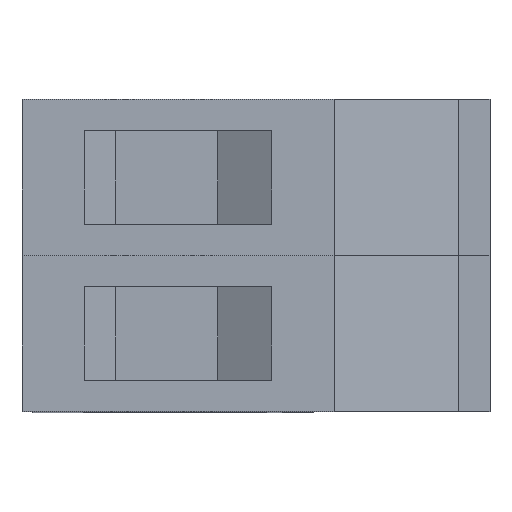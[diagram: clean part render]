
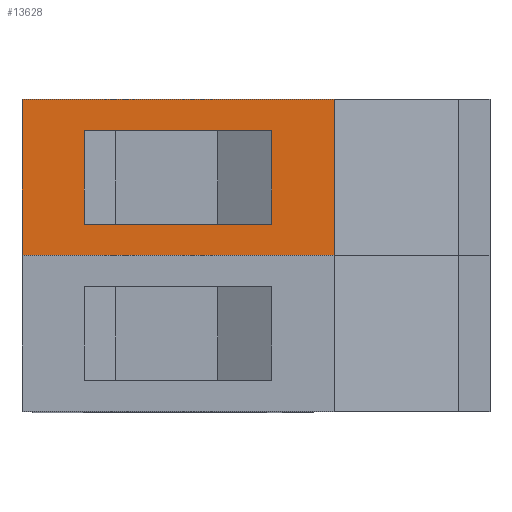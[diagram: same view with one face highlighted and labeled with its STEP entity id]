
A CAD part, top view. The second image highlights one B-rep face of the part: STEP entity #13628.
In plain terms, the highlighted planar face has unit normal (0, 0, 1).
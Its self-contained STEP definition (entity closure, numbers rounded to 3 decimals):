
#12747 = PLANE('',#12748);
#12748 = AXIS2_PLACEMENT_3D('',#12749,#12750,#12751);
#12749 = CARTESIAN_POINT('',(-2.35,2.5,4.));
#12750 = DIRECTION('',(0.,1.,0.));
#12751 = DIRECTION('',(0.,0.,1.));
#12801 = PLANE('',#12802);
#12802 = AXIS2_PLACEMENT_3D('',#12803,#12804,#12805);
#12803 = CARTESIAN_POINT('',(-2.35,7.5,4.));
#12804 = DIRECTION('',(0.,1.,0.));
#12805 = DIRECTION('',(0.,0.,1.));
#12932 = PLANE('',#12933);
#12933 = AXIS2_PLACEMENT_3D('',#12934,#12935,#12936);
#12934 = CARTESIAN_POINT('',(-4.35,7.5,12.1));
#12935 = DIRECTION('',(-1.,0.,0.));
#12936 = DIRECTION('',(0.,0.,1.));
#12971 = VERTEX_POINT('',#12972);
#12972 = CARTESIAN_POINT('',(-4.35,7.5,21.1));
#12993 = EDGE_CURVE('',#12971,#12994,#12996,.T.);
#12994 = VERTEX_POINT('',#12995);
#12995 = CARTESIAN_POINT('',(5.65,7.5,21.1));
#12996 = SURFACE_CURVE('',#12997,(#13001,#13008),.PCURVE_S1.);
#12997 = LINE('',#12998,#12999);
#12998 = CARTESIAN_POINT('',(-4.35,7.5,21.1));
#12999 = VECTOR('',#13000,1.);
#13000 = DIRECTION('',(1.,0.,0.));
#13001 = PCURVE('',#12801,#13002);
#13002 = DEFINITIONAL_REPRESENTATION('',(#13003),#13007);
#13003 = LINE('',#13004,#13005);
#13004 = CARTESIAN_POINT('',(17.1,-2.));
#13005 = VECTOR('',#13006,1.);
#13006 = DIRECTION('',(0.,1.));
#13007 = ( GEOMETRIC_REPRESENTATION_CONTEXT(2) 
PARAMETRIC_REPRESENTATION_CONTEXT() REPRESENTATION_CONTEXT('2D SPACE',''
  ) );
#13008 = PCURVE('',#13009,#13014);
#13009 = PLANE('',#13010);
#13010 = AXIS2_PLACEMENT_3D('',#13011,#13012,#13013);
#13011 = CARTESIAN_POINT('',(-4.35,7.5,21.1));
#13012 = DIRECTION('',(0.,0.,1.));
#13013 = DIRECTION('',(1.,0.,0.));
#13014 = DEFINITIONAL_REPRESENTATION('',(#13015),#13019);
#13015 = LINE('',#13016,#13017);
#13016 = CARTESIAN_POINT('',(0.,0.));
#13017 = VECTOR('',#13018,1.);
#13018 = DIRECTION('',(1.,0.));
#13019 = ( GEOMETRIC_REPRESENTATION_CONTEXT(2) 
PARAMETRIC_REPRESENTATION_CONTEXT() REPRESENTATION_CONTEXT('2D SPACE',''
  ) );
#13037 = PLANE('',#13038);
#13038 = AXIS2_PLACEMENT_3D('',#13039,#13040,#13041);
#13039 = CARTESIAN_POINT('',(5.65,7.5,21.1));
#13040 = DIRECTION('',(1.,0.,0.));
#13041 = DIRECTION('',(0.,0.,-1.));
#13301 = VERTEX_POINT('',#13302);
#13302 = CARTESIAN_POINT('',(-4.35,2.5,21.1));
#13323 = EDGE_CURVE('',#13301,#13324,#13326,.T.);
#13324 = VERTEX_POINT('',#13325);
#13325 = CARTESIAN_POINT('',(5.65,2.5,21.1));
#13326 = SURFACE_CURVE('',#13327,(#13331,#13338),.PCURVE_S1.);
#13327 = LINE('',#13328,#13329);
#13328 = CARTESIAN_POINT('',(-4.35,2.5,21.1));
#13329 = VECTOR('',#13330,1.);
#13330 = DIRECTION('',(1.,0.,0.));
#13331 = PCURVE('',#12747,#13332);
#13332 = DEFINITIONAL_REPRESENTATION('',(#13333),#13337);
#13333 = LINE('',#13334,#13335);
#13334 = CARTESIAN_POINT('',(17.1,-2.));
#13335 = VECTOR('',#13336,1.);
#13336 = DIRECTION('',(0.,1.));
#13337 = ( GEOMETRIC_REPRESENTATION_CONTEXT(2) 
PARAMETRIC_REPRESENTATION_CONTEXT() REPRESENTATION_CONTEXT('2D SPACE',''
  ) );
#13338 = PCURVE('',#13009,#13339);
#13339 = DEFINITIONAL_REPRESENTATION('',(#13340),#13344);
#13340 = LINE('',#13341,#13342);
#13341 = CARTESIAN_POINT('',(0.,-5.));
#13342 = VECTOR('',#13343,1.);
#13343 = DIRECTION('',(1.,0.));
#13344 = ( GEOMETRIC_REPRESENTATION_CONTEXT(2) 
PARAMETRIC_REPRESENTATION_CONTEXT() REPRESENTATION_CONTEXT('2D SPACE',''
  ) );
#13607 = EDGE_CURVE('',#12971,#13301,#13608,.T.);
#13608 = SURFACE_CURVE('',#13609,(#13613,#13620),.PCURVE_S1.);
#13609 = LINE('',#13610,#13611);
#13610 = CARTESIAN_POINT('',(-4.35,7.5,21.1));
#13611 = VECTOR('',#13612,1.);
#13612 = DIRECTION('',(0.,-1.,0.));
#13613 = PCURVE('',#12932,#13614);
#13614 = DEFINITIONAL_REPRESENTATION('',(#13615),#13619);
#13615 = LINE('',#13616,#13617);
#13616 = CARTESIAN_POINT('',(9.,0.));
#13617 = VECTOR('',#13618,1.);
#13618 = DIRECTION('',(0.,-1.));
#13619 = ( GEOMETRIC_REPRESENTATION_CONTEXT(2) 
PARAMETRIC_REPRESENTATION_CONTEXT() REPRESENTATION_CONTEXT('2D SPACE',''
  ) );
#13620 = PCURVE('',#13009,#13621);
#13621 = DEFINITIONAL_REPRESENTATION('',(#13622),#13626);
#13622 = LINE('',#13623,#13624);
#13623 = CARTESIAN_POINT('',(0.,0.));
#13624 = VECTOR('',#13625,1.);
#13625 = DIRECTION('',(0.,-1.));
#13626 = ( GEOMETRIC_REPRESENTATION_CONTEXT(2) 
PARAMETRIC_REPRESENTATION_CONTEXT() REPRESENTATION_CONTEXT('2D SPACE',''
  ) );
#13628 = ADVANCED_FACE('',(#13629,#13655),#13009,.T.);
#13629 = FACE_BOUND('',#13630,.T.);
#13630 = EDGE_LOOP('',(#13631,#13632,#13633,#13654));
#13631 = ORIENTED_EDGE('',*,*,#13607,.T.);
#13632 = ORIENTED_EDGE('',*,*,#13323,.T.);
#13633 = ORIENTED_EDGE('',*,*,#13634,.F.);
#13634 = EDGE_CURVE('',#12994,#13324,#13635,.T.);
#13635 = SURFACE_CURVE('',#13636,(#13640,#13647),.PCURVE_S1.);
#13636 = LINE('',#13637,#13638);
#13637 = CARTESIAN_POINT('',(5.65,7.5,21.1));
#13638 = VECTOR('',#13639,1.);
#13639 = DIRECTION('',(0.,-1.,0.));
#13640 = PCURVE('',#13009,#13641);
#13641 = DEFINITIONAL_REPRESENTATION('',(#13642),#13646);
#13642 = LINE('',#13643,#13644);
#13643 = CARTESIAN_POINT('',(10.,0.));
#13644 = VECTOR('',#13645,1.);
#13645 = DIRECTION('',(0.,-1.));
#13646 = ( GEOMETRIC_REPRESENTATION_CONTEXT(2) 
PARAMETRIC_REPRESENTATION_CONTEXT() REPRESENTATION_CONTEXT('2D SPACE',''
  ) );
#13647 = PCURVE('',#13037,#13648);
#13648 = DEFINITIONAL_REPRESENTATION('',(#13649),#13653);
#13649 = LINE('',#13650,#13651);
#13650 = CARTESIAN_POINT('',(0.,0.));
#13651 = VECTOR('',#13652,1.);
#13652 = DIRECTION('',(0.,-1.));
#13653 = ( GEOMETRIC_REPRESENTATION_CONTEXT(2) 
PARAMETRIC_REPRESENTATION_CONTEXT() REPRESENTATION_CONTEXT('2D SPACE',''
  ) );
#13654 = ORIENTED_EDGE('',*,*,#12993,.F.);
#13655 = FACE_BOUND('',#13656,.T.);
#13656 = EDGE_LOOP('',(#13657,#13685,#13713,#13739));
#13657 = ORIENTED_EDGE('',*,*,#13658,.T.);
#13658 = EDGE_CURVE('',#13659,#13661,#13663,.T.);
#13659 = VERTEX_POINT('',#13660);
#13660 = CARTESIAN_POINT('',(3.65,6.5,21.1));
#13661 = VERTEX_POINT('',#13662);
#13662 = CARTESIAN_POINT('',(3.65,3.5,21.1));
#13663 = SURFACE_CURVE('',#13664,(#13668,#13674),.PCURVE_S1.);
#13664 = LINE('',#13665,#13666);
#13665 = CARTESIAN_POINT('',(3.65,7.,21.1));
#13666 = VECTOR('',#13667,1.);
#13667 = DIRECTION('',(0.,-1.,0.));
#13668 = PCURVE('',#13009,#13669);
#13669 = DEFINITIONAL_REPRESENTATION('',(#13670),#13673);
#13670 = B_SPLINE_CURVE_WITH_KNOTS('',1,(#13671,#13672),.UNSPECIFIED.,
  .F.,.F.,(2,2),(0.5,3.5),.PIECEWISE_BEZIER_KNOTS.);
#13671 = CARTESIAN_POINT('',(8.,-1.));
#13672 = CARTESIAN_POINT('',(8.,-4.));
#13673 = ( GEOMETRIC_REPRESENTATION_CONTEXT(2) 
PARAMETRIC_REPRESENTATION_CONTEXT() REPRESENTATION_CONTEXT('2D SPACE',''
  ) );
#13674 = PCURVE('',#13675,#13680);
#13675 = PLANE('',#13676);
#13676 = AXIS2_PLACEMENT_3D('',#13677,#13678,#13679);
#13677 = CARTESIAN_POINT('',(3.65,6.5,21.1));
#13678 = DIRECTION('',(-0.5,0.,0.866));
#13679 = DIRECTION('',(0.,-1.,0.));
#13680 = DEFINITIONAL_REPRESENTATION('',(#13681),#13684);
#13681 = B_SPLINE_CURVE_WITH_KNOTS('',1,(#13682,#13683),.UNSPECIFIED.,
  .F.,.F.,(2,2),(0.5,3.5),.PIECEWISE_BEZIER_KNOTS.);
#13682 = CARTESIAN_POINT('',(0.,0.));
#13683 = CARTESIAN_POINT('',(3.,0.));
#13684 = ( GEOMETRIC_REPRESENTATION_CONTEXT(2) 
PARAMETRIC_REPRESENTATION_CONTEXT() REPRESENTATION_CONTEXT('2D SPACE',''
  ) );
#13685 = ORIENTED_EDGE('',*,*,#13686,.T.);
#13686 = EDGE_CURVE('',#13661,#13687,#13689,.T.);
#13687 = VERTEX_POINT('',#13688);
#13688 = CARTESIAN_POINT('',(-2.35,3.5,21.1));
#13689 = SURFACE_CURVE('',#13690,(#13694,#13701),.PCURVE_S1.);
#13690 = LINE('',#13691,#13692);
#13691 = CARTESIAN_POINT('',(3.65,3.5,21.1));
#13692 = VECTOR('',#13693,1.);
#13693 = DIRECTION('',(-1.,0.,0.));
#13694 = PCURVE('',#13009,#13695);
#13695 = DEFINITIONAL_REPRESENTATION('',(#13696),#13700);
#13696 = LINE('',#13697,#13698);
#13697 = CARTESIAN_POINT('',(8.,-4.));
#13698 = VECTOR('',#13699,1.);
#13699 = DIRECTION('',(-1.,-0.));
#13700 = ( GEOMETRIC_REPRESENTATION_CONTEXT(2) 
PARAMETRIC_REPRESENTATION_CONTEXT() REPRESENTATION_CONTEXT('2D SPACE',''
  ) );
#13701 = PCURVE('',#13702,#13707);
#13702 = PLANE('',#13703);
#13703 = AXIS2_PLACEMENT_3D('',#13704,#13705,#13706);
#13704 = CARTESIAN_POINT('',(3.65,3.5,21.1));
#13705 = DIRECTION('',(-0.,1.,0.));
#13706 = DIRECTION('',(-1.,0.,0.));
#13707 = DEFINITIONAL_REPRESENTATION('',(#13708),#13712);
#13708 = LINE('',#13709,#13710);
#13709 = CARTESIAN_POINT('',(0.,0.));
#13710 = VECTOR('',#13711,1.);
#13711 = DIRECTION('',(1.,0.));
#13712 = ( GEOMETRIC_REPRESENTATION_CONTEXT(2) 
PARAMETRIC_REPRESENTATION_CONTEXT() REPRESENTATION_CONTEXT('2D SPACE',''
  ) );
#13713 = ORIENTED_EDGE('',*,*,#13714,.T.);
#13714 = EDGE_CURVE('',#13687,#13715,#13717,.T.);
#13715 = VERTEX_POINT('',#13716);
#13716 = CARTESIAN_POINT('',(-2.35,6.5,21.1));
#13717 = SURFACE_CURVE('',#13718,(#13722,#13728),.PCURVE_S1.);
#13718 = LINE('',#13719,#13720);
#13719 = CARTESIAN_POINT('',(-2.35,5.5,21.1));
#13720 = VECTOR('',#13721,1.);
#13721 = DIRECTION('',(0.,1.,0.));
#13722 = PCURVE('',#13009,#13723);
#13723 = DEFINITIONAL_REPRESENTATION('',(#13724),#13727);
#13724 = B_SPLINE_CURVE_WITH_KNOTS('',1,(#13725,#13726),.UNSPECIFIED.,
  .F.,.F.,(2,2),(-2.,1.),.PIECEWISE_BEZIER_KNOTS.);
#13725 = CARTESIAN_POINT('',(2.,-4.));
#13726 = CARTESIAN_POINT('',(2.,-1.));
#13727 = ( GEOMETRIC_REPRESENTATION_CONTEXT(2) 
PARAMETRIC_REPRESENTATION_CONTEXT() REPRESENTATION_CONTEXT('2D SPACE',''
  ) );
#13728 = PCURVE('',#13729,#13734);
#13729 = PLANE('',#13730);
#13730 = AXIS2_PLACEMENT_3D('',#13731,#13732,#13733);
#13731 = CARTESIAN_POINT('',(-2.35,3.5,21.1));
#13732 = DIRECTION('',(0.707,0.,0.707)
  );
#13733 = DIRECTION('',(0.,1.,0.));
#13734 = DEFINITIONAL_REPRESENTATION('',(#13735),#13738);
#13735 = B_SPLINE_CURVE_WITH_KNOTS('',1,(#13736,#13737),.UNSPECIFIED.,
  .F.,.F.,(2,2),(-2.,1.),.PIECEWISE_BEZIER_KNOTS.);
#13736 = CARTESIAN_POINT('',(0.,0.));
#13737 = CARTESIAN_POINT('',(3.,0.));
#13738 = ( GEOMETRIC_REPRESENTATION_CONTEXT(2) 
PARAMETRIC_REPRESENTATION_CONTEXT() REPRESENTATION_CONTEXT('2D SPACE',''
  ) );
#13739 = ORIENTED_EDGE('',*,*,#13740,.T.);
#13740 = EDGE_CURVE('',#13715,#13659,#13741,.T.);
#13741 = SURFACE_CURVE('',#13742,(#13746,#13752),.PCURVE_S1.);
#13742 = LINE('',#13743,#13744);
#13743 = CARTESIAN_POINT('',(-2.35,6.5,21.1));
#13744 = VECTOR('',#13745,1.);
#13745 = DIRECTION('',(1.,0.,0.));
#13746 = PCURVE('',#13009,#13747);
#13747 = DEFINITIONAL_REPRESENTATION('',(#13748),#13751);
#13748 = B_SPLINE_CURVE_WITH_KNOTS('',1,(#13749,#13750),.UNSPECIFIED.,
  .F.,.F.,(2,2),(0.,6.),.PIECEWISE_BEZIER_KNOTS.);
#13749 = CARTESIAN_POINT('',(2.,-1.));
#13750 = CARTESIAN_POINT('',(8.,-1.));
#13751 = ( GEOMETRIC_REPRESENTATION_CONTEXT(2) 
PARAMETRIC_REPRESENTATION_CONTEXT() REPRESENTATION_CONTEXT('2D SPACE',''
  ) );
#13752 = PCURVE('',#13753,#13758);
#13753 = PLANE('',#13754);
#13754 = AXIS2_PLACEMENT_3D('',#13755,#13756,#13757);
#13755 = CARTESIAN_POINT('',(-2.35,6.5,21.1));
#13756 = DIRECTION('',(0.,-1.,0.));
#13757 = DIRECTION('',(1.,0.,0.));
#13758 = DEFINITIONAL_REPRESENTATION('',(#13759),#13762);
#13759 = B_SPLINE_CURVE_WITH_KNOTS('',1,(#13760,#13761),.UNSPECIFIED.,
  .F.,.F.,(2,2),(0.,6.),.PIECEWISE_BEZIER_KNOTS.);
#13760 = CARTESIAN_POINT('',(0.,0.));
#13761 = CARTESIAN_POINT('',(6.,0.));
#13762 = ( GEOMETRIC_REPRESENTATION_CONTEXT(2) 
PARAMETRIC_REPRESENTATION_CONTEXT() REPRESENTATION_CONTEXT('2D SPACE',''
  ) );
